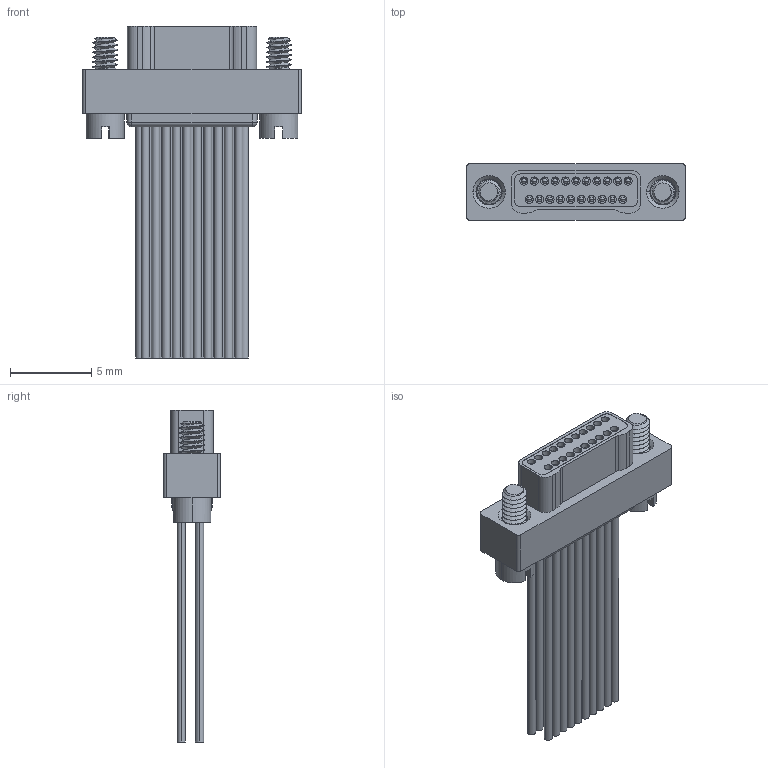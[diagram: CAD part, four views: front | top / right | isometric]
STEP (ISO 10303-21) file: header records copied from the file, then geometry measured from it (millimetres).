
FILE_DESCRIPTION((''),'2;1');
FILE_NAME('FWND0-S0210310-002','2024-11-05T',('gongcheng6'),(''),'PRO/ENGINEER BY PARAMETRIC TECHNOLOGY CORPORATION, 2010280','PRO/ENGINEER BY PARAMETRIC TECHNOLOGY CORPORATION, 2010280','');
FILE_SCHEMA(('CONFIG_CONTROL_DESIGN'));
Length unit declared in the file: millimetre
Products named in the file (1): FWND0-S0210310-002
Bounding box: 13.44 x 3.48 x 20.4 mm (x, y, z)
Volume: 258.6 mm3; surface area: 978.4 mm2
Topology: 1 solids, 1 shells, 355 faces, 890 edges, 563 vertices
Faces by surface type: cylinder 216, plane 81, sphere 46, cone 8, bspline 4
Entity records: 18466 total; most frequent: CARTESIAN_POINT 10002, DIRECTION 1844, ORIENTED_EDGE 1688, EDGE_CURVE 844, AXIS2_PLACEMENT_3D 773, VERTEX_POINT 563, EDGE_LOOP 427, CIRCLE 422
